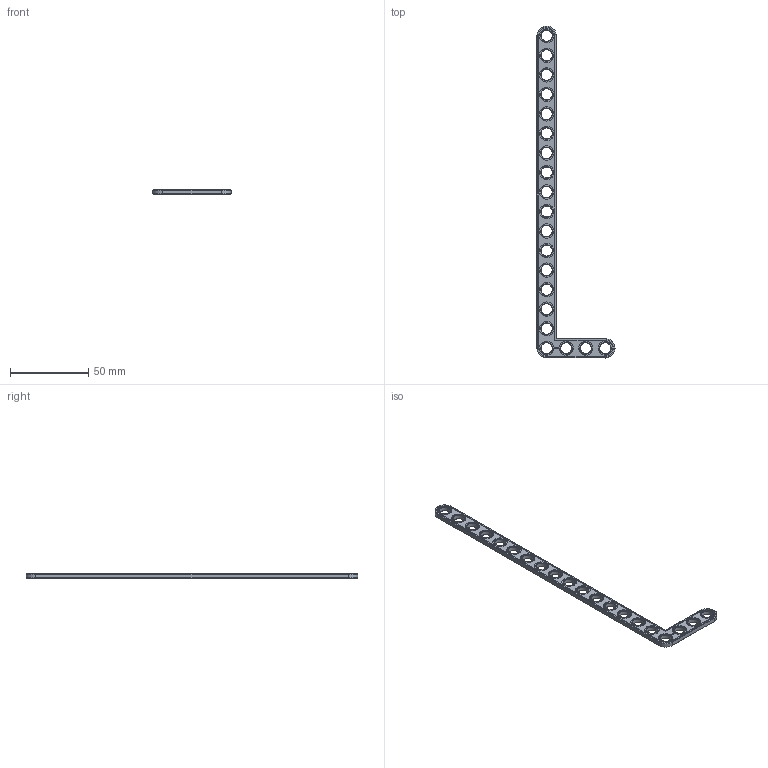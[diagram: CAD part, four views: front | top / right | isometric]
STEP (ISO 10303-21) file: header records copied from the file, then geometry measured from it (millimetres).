
FILE_DESCRIPTION(('FreeCAD Model'),'2;1');
FILE_NAME('Open CASCADE Shape Model','2022-02-08T22:54:39',( 'Paulo Kiefe'),('STEMFIE.org'),'Open CASCADE STEP processor 7.4', 'FreeCAD','Unknown');
FILE_SCHEMA(('AUTOMOTIVE_DESIGN { 1 0 10303 214 1 1 1 1 }'));
Length unit declared in the file: millimetre
Products named in the file (1): Brace_AGD_90_ASYM_ERR_BU04x17x01x00.25_-_SPN-BRC-1047_(stemfie.org)
Bounding box: 50 x 212.5 x 3.12 mm (x, y, z)
Volume: 6903.8 mm3; surface area: 7487.7 mm2
Topology: 1 solids, 1 shells, 598 faces, 1572 edges, 1030 vertices
Faces by surface type: plane 364, extrusion 142, cone 46, cylinder 46
Full cylindrical faces by diameter (mm): 7 x20, 9.2 x20
Entity records: 39861 total; most frequent: CARTESIAN_POINT 9086, DIRECTION 5160, VECTOR 3898, LINE 3756, ORIENTED_EDGE 3144, PCURVE 3144, DEFINITIONAL_REPRESENTATION 3144, EDGE_CURVE 1572
